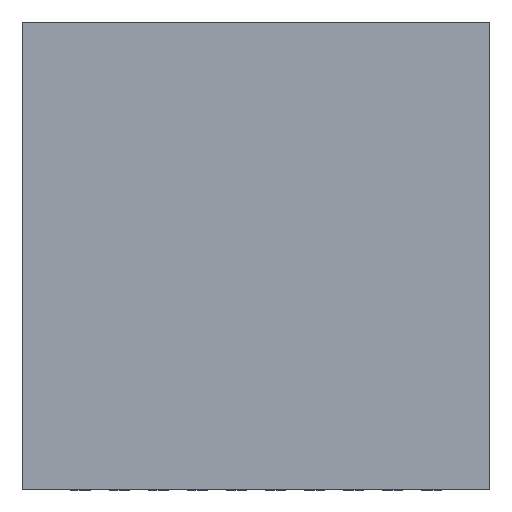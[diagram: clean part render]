
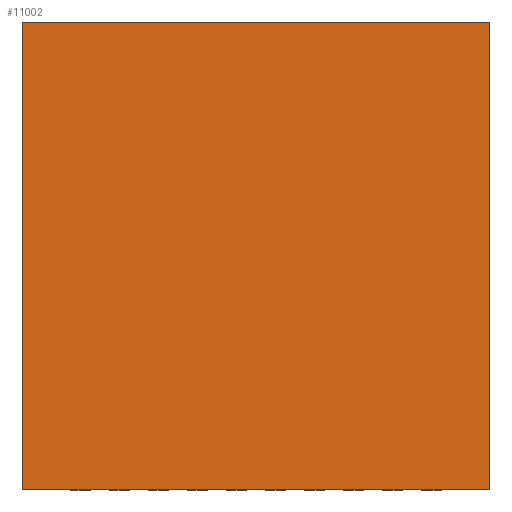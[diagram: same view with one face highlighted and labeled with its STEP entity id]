
A CAD part, top view. The second image highlights one B-rep face of the part: STEP entity #11002.
In plain terms, the highlighted face is planar.
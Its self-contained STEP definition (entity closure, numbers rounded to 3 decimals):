
#5037=DIRECTION('',(0.,0.,1.));
#5038=VECTOR('',#5037,6.);
#5039=CARTESIAN_POINT('',(-3.,0.775,-3.));
#5040=LINE('',#5039,#5038);
#5044=DIRECTION('',(-1.,0.,0.));
#5045=VECTOR('',#5044,6.);
#5046=CARTESIAN_POINT('',(3.,0.775,-3.));
#5047=LINE('',#5046,#5045);
#5051=DIRECTION('',(0.,0.,-1.));
#5052=VECTOR('',#5051,6.);
#5053=CARTESIAN_POINT('',(3.,0.775,3.));
#5054=LINE('',#5053,#5052);
#5058=DIRECTION('',(1.,0.,0.));
#5059=VECTOR('',#5058,6.);
#5060=CARTESIAN_POINT('',(-3.,0.775,3.));
#5061=LINE('',#5060,#5059);
#6326=CARTESIAN_POINT('',(-3.,0.775,-3.));
#6327=CARTESIAN_POINT('',(-3.,0.775,3.));
#6328=VERTEX_POINT('',#6326);
#6329=VERTEX_POINT('',#6327);
#6330=CARTESIAN_POINT('',(3.,0.775,3.));
#6331=VERTEX_POINT('',#6330);
#6332=CARTESIAN_POINT('',(3.,0.775,-3.));
#6333=VERTEX_POINT('',#6332);
#10991=CARTESIAN_POINT('',(0.,0.775,0.));
#10992=DIRECTION('',(0.,1.,0.));
#10993=DIRECTION('',(1.,0.,0.));
#10994=AXIS2_PLACEMENT_3D('',#10991,#10992,#10993);
#10995=PLANE('',#10994);
#10996=ORIENTED_EDGE('',*,*,#10187,.F.);
#10997=ORIENTED_EDGE('',*,*,#7985,.F.);
#10998=ORIENTED_EDGE('',*,*,#8157,.F.);
#10999=ORIENTED_EDGE('',*,*,#9607,.F.);
#11000=EDGE_LOOP('',(#10996,#10997,#10998,#10999));
#11001=FACE_OUTER_BOUND('',#11000,.F.);
#7985=EDGE_CURVE('',#6333,#6328,#5047,.T.);
#8157=EDGE_CURVE('',#6331,#6333,#5054,.T.);
#9607=EDGE_CURVE('',#6329,#6331,#5061,.T.);
#10187=EDGE_CURVE('',#6328,#6329,#5040,.T.);
#11002=ADVANCED_FACE('',(#11001),#10995,.T.);
